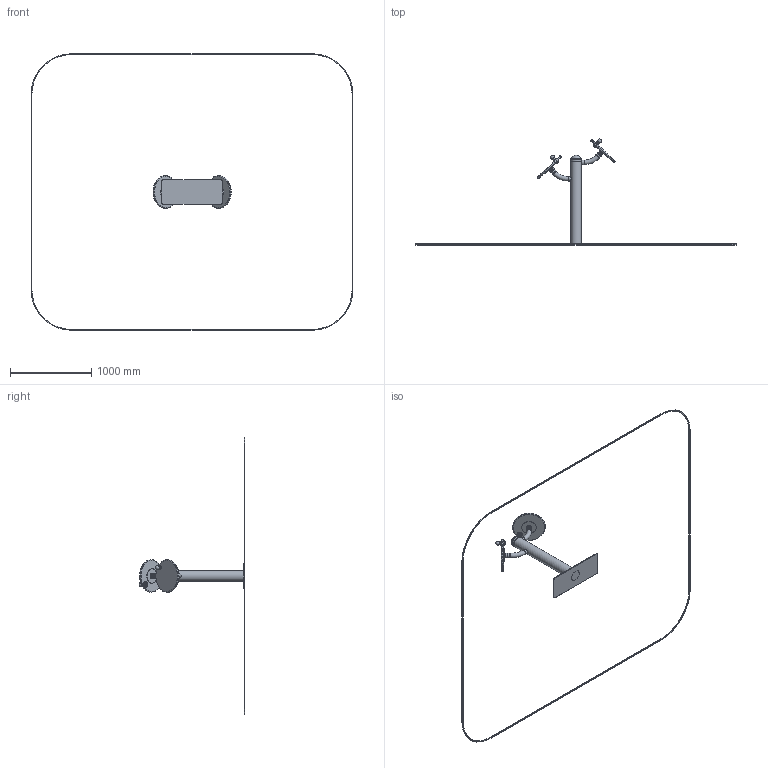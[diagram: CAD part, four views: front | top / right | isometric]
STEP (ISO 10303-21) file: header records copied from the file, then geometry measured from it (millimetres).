
FILE_DESCRIPTION(('STEP AP214'), '1');
FILE_NAME('óëè÷íûé òðåíàæåð äëÿ óêðåïëåíèÿ ðóê', '', ('UNSPECIFIED'), ('UNSPECIFIED'), 'C3D Converter', 'C3D Toolkit', '');
FILE_SCHEMA(('AUTOMOTIVE_DESIGN { 1 0 10303 214 3 1 1}'));
Length unit declared in the file: millimetre
Products named in the file (17): УТ-10.00.02.04; УТ-29.1.14.02.01.01
Assembly tree (20 placements, depth 4):
  (unnamed)
    (unnamed)
      (unnamed)
        УТ-10.00.02.04
        (unnamed)
        (unnamed)  x2
        (unnamed)  x2
      (unnamed)
    (unnamed)  x2
      (unnamed)
      УТ-29.1.14.02.01.01
    (unnamed)  x2
      (unnamed)
      (unnamed)
        (unnamed)
        (unnamed)
      (unnamed)
Bounding box: 3959.07 x 1302.17 x 3399.7 mm (x, y, z)
Volume: 11873024.3 mm3; surface area: 2881810.9 mm2
Topology: 20 solids, 20 shells, 211 faces, 380 edges, 236 vertices
Faces by surface type: cylinder 83, plane 83, cone 27, torus 16, sphere 2
Full cylindrical faces by diameter (mm): 10 x2, 11.6 x2, 12 x2, 20 x2, 21 x2, 22 x2, 30 x4, 32 x4, 33 x2, 34 x2, 38 x4, 40 x2, 44 x2, 47 x4, 50 x6, 51 x2, 52 x2, 57 x6, 58 x4, 60 x2, 68 x2, 126 x2, 133 x1, 180 x2, 400 x2
Entity records: 5292 total; most frequent: CARTESIAN_POINT 795, DIRECTION 580, ORIENTED_EDGE 346, AXIS2_PLACEMENT_3D 264, EDGE_LOOP 214, EDGE_CURVE 173, VERTEX_POINT 145, COLOUR_RGB 138
